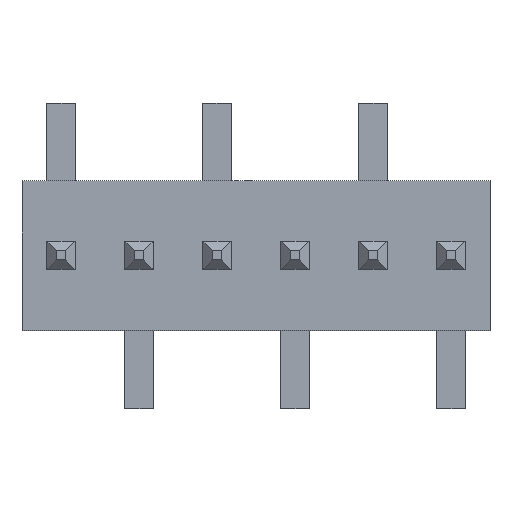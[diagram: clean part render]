
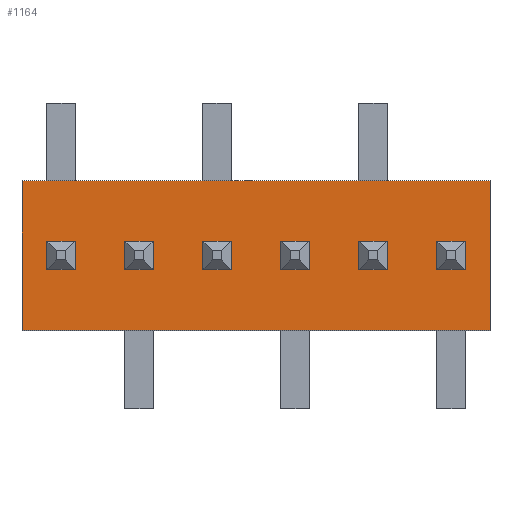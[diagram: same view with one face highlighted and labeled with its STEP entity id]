
A CAD part, top view. The second image highlights one B-rep face of the part: STEP entity #1164.
In plain terms, the highlighted face is planar.
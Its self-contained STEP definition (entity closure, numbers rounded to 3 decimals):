
#88 = VERTEX_POINT('',#89);
#89 = CARTESIAN_POINT('',(3.81,1.27,-1.219));
#106 = VERTEX_POINT('',#107);
#107 = CARTESIAN_POINT('',(-3.81,1.27,-1.219));
#113 = EDGE_CURVE('',#88,#106,#114,.T.);
#114 = LINE('',#115,#116);
#115 = CARTESIAN_POINT('',(3.81,1.27,-1.219));
#116 = VECTOR('',#117,1.);
#117 = DIRECTION('',(-1.,0.,0.));
#255 = VERTEX_POINT('',#256);
#256 = CARTESIAN_POINT('',(-3.81,1.27,1.219));
#262 = EDGE_CURVE('',#106,#255,#263,.T.);
#263 = LINE('',#264,#265);
#264 = CARTESIAN_POINT('',(-3.81,1.27,-1.219));
#265 = VECTOR('',#266,1.);
#266 = DIRECTION('',(0.,0.,1.));
#286 = VERTEX_POINT('',#287);
#287 = CARTESIAN_POINT('',(3.81,1.27,1.219));
#293 = EDGE_CURVE('',#255,#286,#294,.T.);
#294 = LINE('',#295,#296);
#295 = CARTESIAN_POINT('',(-3.81,1.27,1.219));
#296 = VECTOR('',#297,1.);
#297 = DIRECTION('',(1.,0.,0.));
#324 = EDGE_CURVE('',#286,#88,#325,.T.);
#325 = LINE('',#326,#327);
#326 = CARTESIAN_POINT('',(3.81,1.27,1.219));
#327 = VECTOR('',#328,1.);
#328 = DIRECTION('',(0.,0.,-1.));
#418 = VERTEX_POINT('',#419);
#419 = CARTESIAN_POINT('',(2.946,1.27,-0.229));
#425 = EDGE_CURVE('',#418,#426,#428,.T.);
#426 = VERTEX_POINT('',#427);
#427 = CARTESIAN_POINT('',(2.946,1.27,0.178));
#428 = LINE('',#429,#430);
#429 = CARTESIAN_POINT('',(2.946,1.27,-0.229));
#430 = VECTOR('',#431,1.);
#431 = DIRECTION('',(0.,0.,1.));
#456 = VERTEX_POINT('',#457);
#457 = CARTESIAN_POINT('',(3.353,1.27,-0.229));
#463 = EDGE_CURVE('',#456,#418,#464,.T.);
#464 = LINE('',#465,#466);
#465 = CARTESIAN_POINT('',(3.353,1.27,-0.229));
#466 = VECTOR('',#467,1.);
#467 = DIRECTION('',(-1.,0.,0.));
#487 = VERTEX_POINT('',#488);
#488 = CARTESIAN_POINT('',(3.353,1.27,0.178));
#494 = EDGE_CURVE('',#487,#456,#495,.T.);
#495 = LINE('',#496,#497);
#496 = CARTESIAN_POINT('',(3.353,1.27,0.178));
#497 = VECTOR('',#498,1.);
#498 = DIRECTION('',(0.,0.,-1.));
#520 = VERTEX_POINT('',#521);
#521 = CARTESIAN_POINT('',(1.676,1.27,-0.229));
#527 = EDGE_CURVE('',#520,#528,#530,.T.);
#528 = VERTEX_POINT('',#529);
#529 = CARTESIAN_POINT('',(1.676,1.27,0.178));
#530 = LINE('',#531,#532);
#531 = CARTESIAN_POINT('',(1.676,1.27,-0.229));
#532 = VECTOR('',#533,1.);
#533 = DIRECTION('',(0.,0.,1.));
#558 = VERTEX_POINT('',#559);
#559 = CARTESIAN_POINT('',(2.083,1.27,-0.229));
#565 = EDGE_CURVE('',#558,#520,#566,.T.);
#566 = LINE('',#567,#568);
#567 = CARTESIAN_POINT('',(2.083,1.27,-0.229));
#568 = VECTOR('',#569,1.);
#569 = DIRECTION('',(-1.,0.,0.));
#589 = VERTEX_POINT('',#590);
#590 = CARTESIAN_POINT('',(2.083,1.27,0.178));
#596 = EDGE_CURVE('',#589,#558,#597,.T.);
#597 = LINE('',#598,#599);
#598 = CARTESIAN_POINT('',(2.083,1.27,0.178));
#599 = VECTOR('',#600,1.);
#600 = DIRECTION('',(0.,0.,-1.));
#622 = VERTEX_POINT('',#623);
#623 = CARTESIAN_POINT('',(0.406,1.27,-0.229));
#629 = EDGE_CURVE('',#622,#630,#632,.T.);
#630 = VERTEX_POINT('',#631);
#631 = CARTESIAN_POINT('',(0.406,1.27,0.178));
#632 = LINE('',#633,#634);
#633 = CARTESIAN_POINT('',(0.406,1.27,-0.229));
#634 = VECTOR('',#635,1.);
#635 = DIRECTION('',(0.,0.,1.));
#660 = VERTEX_POINT('',#661);
#661 = CARTESIAN_POINT('',(0.813,1.27,-0.229));
#667 = EDGE_CURVE('',#660,#622,#668,.T.);
#668 = LINE('',#669,#670);
#669 = CARTESIAN_POINT('',(0.813,1.27,-0.229));
#670 = VECTOR('',#671,1.);
#671 = DIRECTION('',(-1.,0.,0.));
#691 = VERTEX_POINT('',#692);
#692 = CARTESIAN_POINT('',(0.813,1.27,0.178));
#698 = EDGE_CURVE('',#691,#660,#699,.T.);
#699 = LINE('',#700,#701);
#700 = CARTESIAN_POINT('',(0.813,1.27,0.178));
#701 = VECTOR('',#702,1.);
#702 = DIRECTION('',(0.,0.,-1.));
#724 = VERTEX_POINT('',#725);
#725 = CARTESIAN_POINT('',(-0.864,1.27,-0.229));
#731 = EDGE_CURVE('',#724,#732,#734,.T.);
#732 = VERTEX_POINT('',#733);
#733 = CARTESIAN_POINT('',(-0.864,1.27,0.178));
#734 = LINE('',#735,#736);
#735 = CARTESIAN_POINT('',(-0.864,1.27,-0.229));
#736 = VECTOR('',#737,1.);
#737 = DIRECTION('',(0.,0.,1.));
#762 = VERTEX_POINT('',#763);
#763 = CARTESIAN_POINT('',(-0.457,1.27,-0.229));
#769 = EDGE_CURVE('',#762,#724,#770,.T.);
#770 = LINE('',#771,#772);
#771 = CARTESIAN_POINT('',(-0.457,1.27,-0.229));
#772 = VECTOR('',#773,1.);
#773 = DIRECTION('',(-1.,0.,0.));
#793 = VERTEX_POINT('',#794);
#794 = CARTESIAN_POINT('',(-0.457,1.27,0.178));
#800 = EDGE_CURVE('',#793,#762,#801,.T.);
#801 = LINE('',#802,#803);
#802 = CARTESIAN_POINT('',(-0.457,1.27,0.178));
#803 = VECTOR('',#804,1.);
#804 = DIRECTION('',(0.,0.,-1.));
#826 = VERTEX_POINT('',#827);
#827 = CARTESIAN_POINT('',(-2.134,1.27,-0.229));
#833 = EDGE_CURVE('',#826,#834,#836,.T.);
#834 = VERTEX_POINT('',#835);
#835 = CARTESIAN_POINT('',(-2.134,1.27,0.178));
#836 = LINE('',#837,#838);
#837 = CARTESIAN_POINT('',(-2.134,1.27,-0.229));
#838 = VECTOR('',#839,1.);
#839 = DIRECTION('',(0.,0.,1.));
#864 = VERTEX_POINT('',#865);
#865 = CARTESIAN_POINT('',(-1.727,1.27,-0.229));
#871 = EDGE_CURVE('',#864,#826,#872,.T.);
#872 = LINE('',#873,#874);
#873 = CARTESIAN_POINT('',(-1.727,1.27,-0.229));
#874 = VECTOR('',#875,1.);
#875 = DIRECTION('',(-1.,0.,0.));
#895 = VERTEX_POINT('',#896);
#896 = CARTESIAN_POINT('',(-1.727,1.27,0.178));
#902 = EDGE_CURVE('',#895,#864,#903,.T.);
#903 = LINE('',#904,#905);
#904 = CARTESIAN_POINT('',(-1.727,1.27,0.178));
#905 = VECTOR('',#906,1.);
#906 = DIRECTION('',(0.,0.,-1.));
#928 = VERTEX_POINT('',#929);
#929 = CARTESIAN_POINT('',(-3.404,1.27,-0.229));
#935 = EDGE_CURVE('',#928,#936,#938,.T.);
#936 = VERTEX_POINT('',#937);
#937 = CARTESIAN_POINT('',(-3.404,1.27,0.178));
#938 = LINE('',#939,#940);
#939 = CARTESIAN_POINT('',(-3.404,1.27,-0.229));
#940 = VECTOR('',#941,1.);
#941 = DIRECTION('',(0.,0.,1.));
#966 = VERTEX_POINT('',#967);
#967 = CARTESIAN_POINT('',(-2.997,1.27,-0.229));
#973 = EDGE_CURVE('',#966,#928,#974,.T.);
#974 = LINE('',#975,#976);
#975 = CARTESIAN_POINT('',(-2.997,1.27,-0.229));
#976 = VECTOR('',#977,1.);
#977 = DIRECTION('',(-1.,0.,0.));
#997 = VERTEX_POINT('',#998);
#998 = CARTESIAN_POINT('',(-2.997,1.27,0.178));
#1004 = EDGE_CURVE('',#997,#966,#1005,.T.);
#1005 = LINE('',#1006,#1007);
#1006 = CARTESIAN_POINT('',(-2.997,1.27,0.178));
#1007 = VECTOR('',#1008,1.);
#1008 = DIRECTION('',(0.,0.,-1.));
#1026 = EDGE_CURVE('',#426,#487,#1027,.T.);
#1027 = LINE('',#1028,#1029);
#1028 = CARTESIAN_POINT('',(2.946,1.27,0.178));
#1029 = VECTOR('',#1030,1.);
#1030 = DIRECTION('',(1.,0.,0.));
#1048 = EDGE_CURVE('',#528,#589,#1049,.T.);
#1049 = LINE('',#1050,#1051);
#1050 = CARTESIAN_POINT('',(1.676,1.27,0.178));
#1051 = VECTOR('',#1052,1.);
#1052 = DIRECTION('',(1.,0.,0.));
#1070 = EDGE_CURVE('',#630,#691,#1071,.T.);
#1071 = LINE('',#1072,#1073);
#1072 = CARTESIAN_POINT('',(0.406,1.27,0.178));
#1073 = VECTOR('',#1074,1.);
#1074 = DIRECTION('',(1.,0.,0.));
#1092 = EDGE_CURVE('',#732,#793,#1093,.T.);
#1093 = LINE('',#1094,#1095);
#1094 = CARTESIAN_POINT('',(-0.864,1.27,0.178));
#1095 = VECTOR('',#1096,1.);
#1096 = DIRECTION('',(1.,0.,0.));
#1114 = EDGE_CURVE('',#834,#895,#1115,.T.);
#1115 = LINE('',#1116,#1117);
#1116 = CARTESIAN_POINT('',(-2.134,1.27,0.178));
#1117 = VECTOR('',#1118,1.);
#1118 = DIRECTION('',(1.,0.,0.));
#1136 = EDGE_CURVE('',#936,#997,#1137,.T.);
#1137 = LINE('',#1138,#1139);
#1138 = CARTESIAN_POINT('',(-3.404,1.27,0.178));
#1139 = VECTOR('',#1140,1.);
#1140 = DIRECTION('',(1.,0.,0.));
#1164 = ADVANCED_FACE('',(#1165,#1171,#1177,#1183,#1189,#1195,#1201),
  #1207,.T.);
#1165 = FACE_BOUND('',#1166,.T.);
#1166 = EDGE_LOOP('',(#1167,#1168,#1169,#1170));
#1167 = ORIENTED_EDGE('',*,*,#935,.F.);
#1168 = ORIENTED_EDGE('',*,*,#973,.F.);
#1169 = ORIENTED_EDGE('',*,*,#1004,.F.);
#1170 = ORIENTED_EDGE('',*,*,#1136,.F.);
#1171 = FACE_BOUND('',#1172,.T.);
#1172 = EDGE_LOOP('',(#1173,#1174,#1175,#1176));
#1173 = ORIENTED_EDGE('',*,*,#833,.F.);
#1174 = ORIENTED_EDGE('',*,*,#871,.F.);
#1175 = ORIENTED_EDGE('',*,*,#902,.F.);
#1176 = ORIENTED_EDGE('',*,*,#1114,.F.);
#1177 = FACE_BOUND('',#1178,.T.);
#1178 = EDGE_LOOP('',(#1179,#1180,#1181,#1182));
#1179 = ORIENTED_EDGE('',*,*,#731,.F.);
#1180 = ORIENTED_EDGE('',*,*,#769,.F.);
#1181 = ORIENTED_EDGE('',*,*,#800,.F.);
#1182 = ORIENTED_EDGE('',*,*,#1092,.F.);
#1183 = FACE_BOUND('',#1184,.T.);
#1184 = EDGE_LOOP('',(#1185,#1186,#1187,#1188));
#1185 = ORIENTED_EDGE('',*,*,#629,.F.);
#1186 = ORIENTED_EDGE('',*,*,#667,.F.);
#1187 = ORIENTED_EDGE('',*,*,#698,.F.);
#1188 = ORIENTED_EDGE('',*,*,#1070,.F.);
#1189 = FACE_BOUND('',#1190,.T.);
#1190 = EDGE_LOOP('',(#1191,#1192,#1193,#1194));
#1191 = ORIENTED_EDGE('',*,*,#527,.F.);
#1192 = ORIENTED_EDGE('',*,*,#565,.F.);
#1193 = ORIENTED_EDGE('',*,*,#596,.F.);
#1194 = ORIENTED_EDGE('',*,*,#1048,.F.);
#1195 = FACE_BOUND('',#1196,.T.);
#1196 = EDGE_LOOP('',(#1197,#1198,#1199,#1200));
#1197 = ORIENTED_EDGE('',*,*,#425,.F.);
#1198 = ORIENTED_EDGE('',*,*,#463,.F.);
#1199 = ORIENTED_EDGE('',*,*,#494,.F.);
#1200 = ORIENTED_EDGE('',*,*,#1026,.F.);
#1201 = FACE_BOUND('',#1202,.T.);
#1202 = EDGE_LOOP('',(#1203,#1204,#1205,#1206));
#1203 = ORIENTED_EDGE('',*,*,#262,.T.);
#1204 = ORIENTED_EDGE('',*,*,#293,.T.);
#1205 = ORIENTED_EDGE('',*,*,#324,.T.);
#1206 = ORIENTED_EDGE('',*,*,#113,.T.);
#1207 = PLANE('',#1208);
#1208 = AXIS2_PLACEMENT_3D('',#1209,#1210,#1211);
#1209 = CARTESIAN_POINT('',(0.,1.27,0.));
#1210 = DIRECTION('',(0.,1.,0.));
#1211 = DIRECTION('',(0.,-0.,1.));
